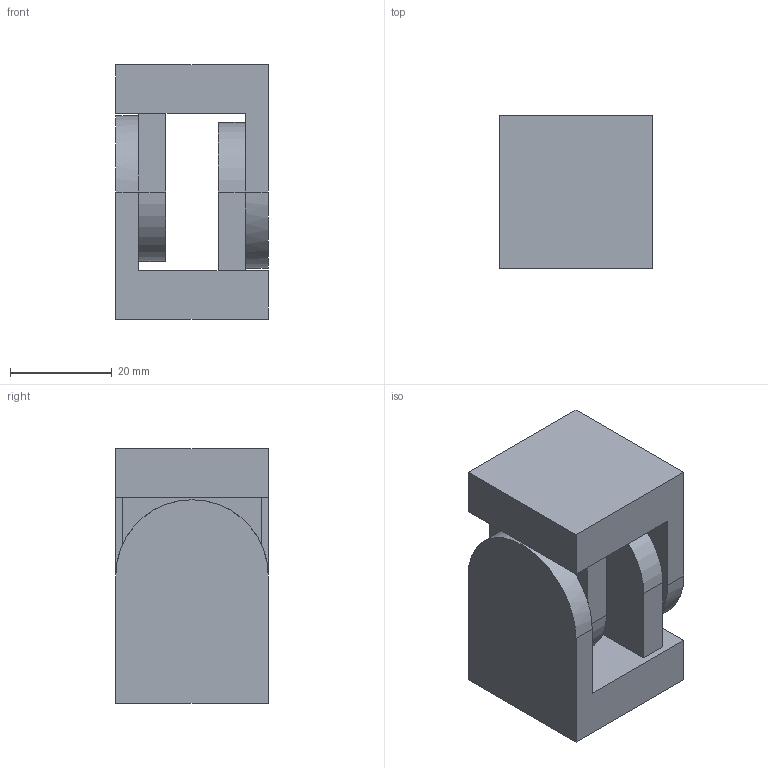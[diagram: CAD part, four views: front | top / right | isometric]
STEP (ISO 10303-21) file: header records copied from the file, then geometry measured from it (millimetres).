
FILE_DESCRIPTION(('STEP AP214'),'1');
FILE_NAME('cctmp_86F8A82E-1312-472A-8B4E-B3D81F38DE87_2020_1_15_9_0_9_393..stp','2020-01-15T08:00:09',('Bosch Rexroth AG'),('CADClick - www.CADClick.com'),'Spatial InterOp 3D',' ','unknown authorization - (Healing Option Enabled)');
FILE_SCHEMA(('AUTOMOTIVE_DESIGN'));
Length unit declared in the file: millimetre
Products named in the file (1): 2020_01_15__09-00-09-393
Bounding box: 30 x 30 x 50 mm (x, y, z)
Volume: 32077.1 mm3; surface area: 10407.3 mm2
Topology: 1 solids, 1 shells, 26 faces, 68 edges, 44 vertices
Faces by surface type: plane 22, cylinder 4
Entity records: 1020 total; most frequent: CARTESIAN_POINT 139, ORIENTED_EDGE 136, DIRECTION 134, EDGE_CURVE 68, LINE 56, VECTOR 56, VERTEX_POINT 44, AXIS2_PLACEMENT_3D 39
